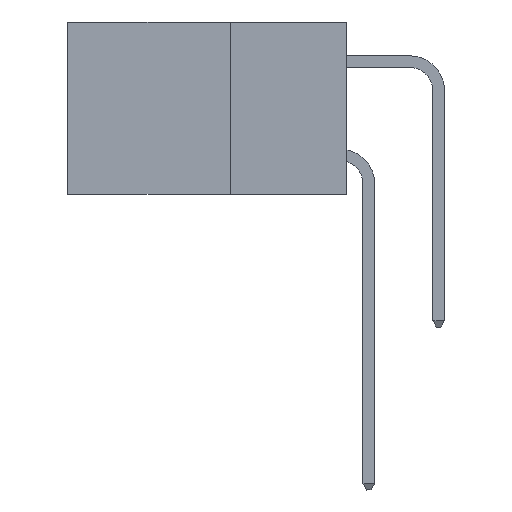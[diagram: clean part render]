
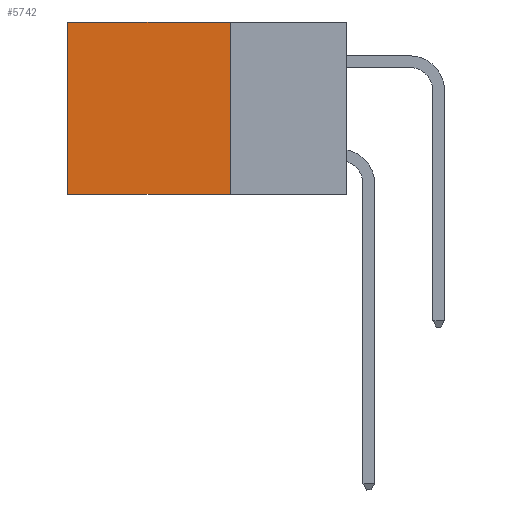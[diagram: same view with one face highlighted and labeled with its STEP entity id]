
A CAD part, left-side view. The second image highlights one B-rep face of the part: STEP entity #5742.
In plain terms, the highlighted planar face has unit normal (-1, 0, 0).
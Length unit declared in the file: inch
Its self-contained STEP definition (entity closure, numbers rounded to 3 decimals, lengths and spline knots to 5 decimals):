
#815 = VERTEX_POINT ( 'NONE', #3920 ) ;
#1017 = VERTEX_POINT ( 'NONE', #21667 ) ;
#1134 = CARTESIAN_POINT ( 'NONE',  ( 0.2875, 0.25, 0. ) ) ;
#2967 = EDGE_CURVE ( 'NONE', #1017, #23316, #23607, .T. ) ;
#3701 = DIRECTION ( 'NONE',  ( 1., 0., 0. ) ) ;
#3920 = CARTESIAN_POINT ( 'NONE',  ( 0.2875, 0.25, 0. ) ) ;
#5742 = ADVANCED_FACE ( 'NONE', ( #20132 ), #26194, .F. ) ;
#9247 = DIRECTION ( 'NONE',  ( 0., 1., 0. ) ) ;
#9994 = EDGE_CURVE ( 'NONE', #815, #25920, #21842, .T. ) ;
#10176 = ORIENTED_EDGE ( 'NONE', *, *, #2967, .T. ) ;
#11518 = ORIENTED_EDGE ( 'NONE', *, *, #24076, .F. ) ;
#11552 = LINE ( 'NONE', #15323, #12802 ) ;
#11938 = DIRECTION ( 'NONE',  ( 0., 0., -1. ) ) ;
#12802 = VECTOR ( 'NONE', #17347, 39.37008 ) ;
#13785 = CARTESIAN_POINT ( 'NONE',  ( 0.2875, 0.25, 0. ) ) ;
#13889 = VECTOR ( 'NONE', #9247, 39.37008 ) ;
#14467 = EDGE_CURVE ( 'NONE', #815, #1017, #15707, .T. ) ;
#15323 = CARTESIAN_POINT ( 'NONE',  ( 0.2875, 0.25, -0.37 ) ) ;
#15388 = ORIENTED_EDGE ( 'NONE', *, *, #9994, .F. ) ;
#15707 = LINE ( 'NONE', #1134, #13889 ) ;
#17214 = VECTOR ( 'NONE', #17683, 39.37008 ) ;
#17347 = DIRECTION ( 'NONE',  ( 0., 1., 0. ) ) ;
#17683 = DIRECTION ( 'NONE',  ( 0., 0., -1. ) ) ;
#20125 = AXIS2_PLACEMENT_3D ( 'NONE', #24171, #3701, #11938 ) ;
#20132 = FACE_OUTER_BOUND ( 'NONE', #22122, .T. ) ;
#20257 = CARTESIAN_POINT ( 'NONE',  ( 0.2875, 0.6, -0.37 ) ) ;
#21667 = CARTESIAN_POINT ( 'NONE',  ( 0.2875, 0.6, 0. ) ) ;
#21842 = LINE ( 'NONE', #13785, #17214 ) ;
#21998 = DIRECTION ( 'NONE',  ( 0., 0., -1. ) ) ;
#22122 = EDGE_LOOP ( 'NONE', ( #10176, #11518, #15388, #25579 ) ) ;
#23316 = VERTEX_POINT ( 'NONE', #20257 ) ;
#23607 = LINE ( 'NONE', #23876, #26462 ) ;
#23876 = CARTESIAN_POINT ( 'NONE',  ( 0.2875, 0.6, 0. ) ) ;
#24076 = EDGE_CURVE ( 'NONE', #25920, #23316, #11552, .T. ) ;
#24171 = CARTESIAN_POINT ( 'NONE',  ( 0.2875, 0.25, 0. ) ) ;
#25579 = ORIENTED_EDGE ( 'NONE', *, *, #14467, .T. ) ;
#25920 = VERTEX_POINT ( 'NONE', #26309 ) ;
#26194 = PLANE ( 'NONE',  #20125 ) ;
#26309 = CARTESIAN_POINT ( 'NONE',  ( 0.2875, 0.25, -0.37 ) ) ;
#26462 = VECTOR ( 'NONE', #21998, 39.37008 ) ;
